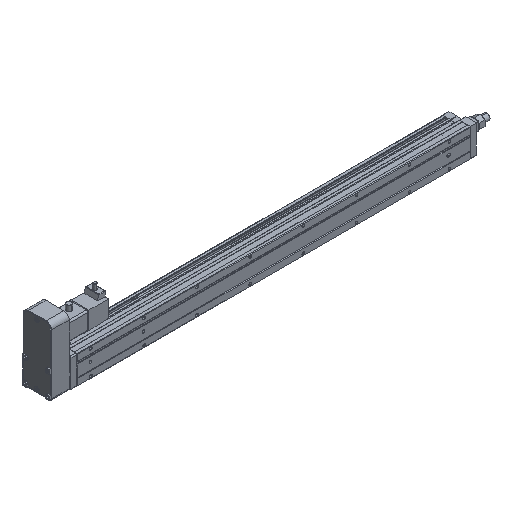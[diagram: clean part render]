
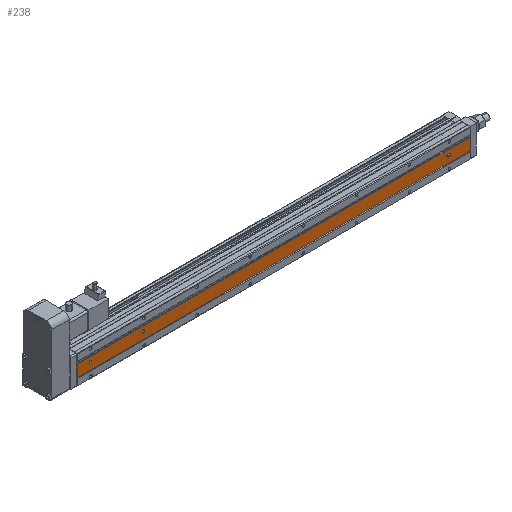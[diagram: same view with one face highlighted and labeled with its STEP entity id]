
A CAD part, isometric view. The second image highlights one B-rep face of the part: STEP entity #238.
In plain terms, the highlighted planar face has unit normal (0, -1, 0).
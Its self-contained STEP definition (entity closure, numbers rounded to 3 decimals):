
#37 = EDGE_CURVE ( 'NONE', #7918, #11842, #18869, .T. ) ;
#44 = EDGE_CURVE ( 'NONE', #15555, #17000, #19632, .T. ) ;
#238 = ADVANCED_FACE ( 'NONE', ( #14214, #22454, #16380, #20565 ), #22056, .F. ) ;
#267 = CIRCLE ( 'NONE', #15394, 2.5 ) ;
#467 = CARTESIAN_POINT ( 'NONE',  ( 740., 1., 9.286 ) ) ;
#474 = LINE ( 'NONE', #25075, #22152 ) ;
#722 = LINE ( 'NONE', #6691, #23908 ) ;
#811 = EDGE_LOOP ( 'NONE', ( #7621, #14688 ) ) ;
#1164 = LINE ( 'NONE', #3322, #21672 ) ;
#1514 = DIRECTION ( 'NONE',  ( 1., 0., 0. ) ) ;
#1980 = CARTESIAN_POINT ( 'NONE',  ( 25., 1., 0. ) ) ;
#1997 = CIRCLE ( 'NONE', #22718, 2.5 ) ;
#2624 = ORIENTED_EDGE ( 'NONE', *, *, #7655, .T. ) ;
#3024 = DIRECTION ( 'NONE',  ( 0., 0., -1. ) ) ;
#3223 = EDGE_CURVE ( 'NONE', #3626, #11750, #14558, .T. ) ;
#3248 = EDGE_CURVE ( 'NONE', #21535, #26734, #474, .T. ) ;
#3322 = CARTESIAN_POINT ( 'NONE',  ( 740., 1., 9.286 ) ) ;
#3576 = CARTESIAN_POINT ( 'NONE',  ( 125., 1., -2.5 ) ) ;
#3626 = VERTEX_POINT ( 'NONE', #20604 ) ;
#4034 = DIRECTION ( 'NONE',  ( 0., -1., 0. ) ) ;
#4048 = CARTESIAN_POINT ( 'NONE',  ( 740., 1., -13. ) ) ;
#4274 = CARTESIAN_POINT ( 'NONE',  ( 740., 1., -2.5 ) ) ;
#4732 = VERTEX_POINT ( 'NONE', #3576 ) ;
#5062 = DIRECTION ( 'NONE',  ( 0., -1., 0. ) ) ;
#5158 = DIRECTION ( 'NONE',  ( 0., -1., 0. ) ) ;
#6554 = CARTESIAN_POINT ( 'NONE',  ( 25., 1., -2.5 ) ) ;
#6691 = CARTESIAN_POINT ( 'NONE',  ( 740., 1., 9.286 ) ) ;
#7203 = CARTESIAN_POINT ( 'NONE',  ( 25., 1., 0. ) ) ;
#7233 = CARTESIAN_POINT ( 'NONE',  ( 125., 1., 0. ) ) ;
#7336 = CARTESIAN_POINT ( 'NONE',  ( 0., 1., 9.286 ) ) ;
#7621 = ORIENTED_EDGE ( 'NONE', *, *, #20557, .F. ) ;
#7655 = EDGE_CURVE ( 'NONE', #23716, #15555, #1164, .T. ) ;
#7918 = VERTEX_POINT ( 'NONE', #6554 ) ;
#7980 = CIRCLE ( 'NONE', #25650, 2.5 ) ;
#7984 = DIRECTION ( 'NONE',  ( -1., 0., 0. ) ) ;
#8587 = EDGE_LOOP ( 'NONE', ( #23598, #13434, #15337, #2624 ) ) ;
#9106 = ORIENTED_EDGE ( 'NONE', *, *, #37, .F. ) ;
#9628 = DIRECTION ( 'NONE',  ( 0., 0., -1. ) ) ;
#10083 = VECTOR ( 'NONE', #10648, 1000. ) ;
#10123 = ORIENTED_EDGE ( 'NONE', *, *, #18661, .F. ) ;
#10145 = LINE ( 'NONE', #4048, #10247 ) ;
#10236 = DIRECTION ( 'NONE',  ( -1., 0., 0. ) ) ;
#10247 = VECTOR ( 'NONE', #7984, 1000. ) ;
#10648 = DIRECTION ( 'NONE',  ( 1., 0., 0. ) ) ;
#11151 = EDGE_LOOP ( 'NONE', ( #9106, #24120 ) ) ;
#11681 = CARTESIAN_POINT ( 'NONE',  ( 701., 1., 2.5 ) ) ;
#11706 = DIRECTION ( 'NONE',  ( 0., 0., 1. ) ) ;
#11750 = VERTEX_POINT ( 'NONE', #21352 ) ;
#11800 = CARTESIAN_POINT ( 'NONE',  ( 740., 1., 9.286 ) ) ;
#11842 = VERTEX_POINT ( 'NONE', #23237 ) ;
#11858 = DIRECTION ( 'NONE',  ( -1., 0., 0. ) ) ;
#12151 = CARTESIAN_POINT ( 'NONE',  ( 699., 1., 2.5 ) ) ;
#13090 = CIRCLE ( 'NONE', #18276, 2.5 ) ;
#13155 = AXIS2_PLACEMENT_3D ( 'NONE', #23575, #5062, #13316 ) ;
#13223 = DIRECTION ( 'NONE',  ( 0., -1., 0. ) ) ;
#13316 = DIRECTION ( 'NONE',  ( 0., 0., 1. ) ) ;
#13434 = ORIENTED_EDGE ( 'NONE', *, *, #24989, .F. ) ;
#14214 = FACE_OUTER_BOUND ( 'NONE', #8587, .T. ) ;
#14558 = LINE ( 'NONE', #4274, #10083 ) ;
#14688 = ORIENTED_EDGE ( 'NONE', *, *, #17485, .F. ) ;
#15047 = CARTESIAN_POINT ( 'NONE',  ( 125., 1., 2.5 ) ) ;
#15110 = CARTESIAN_POINT ( 'NONE',  ( 0., 1., -13. ) ) ;
#15337 = ORIENTED_EDGE ( 'NONE', *, *, #26149, .F. ) ;
#15394 = AXIS2_PLACEMENT_3D ( 'NONE', #1980, #26705, #20759 ) ;
#15555 = VERTEX_POINT ( 'NONE', #23555 ) ;
#16172 = CIRCLE ( 'NONE', #13155, 2.5 ) ;
#16380 = FACE_BOUND ( 'NONE', #11151, .T. ) ;
#16411 = VERTEX_POINT ( 'NONE', #22223 ) ;
#17000 = VERTEX_POINT ( 'NONE', #15110 ) ;
#17485 = EDGE_CURVE ( 'NONE', #21383, #4732, #13090, .T. ) ;
#17913 = DIRECTION ( 'NONE',  ( 0., -1., 0. ) ) ;
#18276 = AXIS2_PLACEMENT_3D ( 'NONE', #7233, #17913, #11706 ) ;
#18356 = EDGE_LOOP ( 'NONE', ( #24241, #18821, #19016, #10123 ) ) ;
#18437 = AXIS2_PLACEMENT_3D ( 'NONE', #11800, #20030, #1514 ) ;
#18459 = EDGE_CURVE ( 'NONE', #26734, #3626, #7980, .T. ) ;
#18661 = EDGE_CURVE ( 'NONE', #11750, #21535, #16172, .T. ) ;
#18821 = ORIENTED_EDGE ( 'NONE', *, *, #18459, .F. ) ;
#18869 = CIRCLE ( 'NONE', #26627, 2.5 ) ;
#19016 = ORIENTED_EDGE ( 'NONE', *, *, #3248, .F. ) ;
#19632 = LINE ( 'NONE', #7336, #24892 ) ;
#20030 = DIRECTION ( 'NONE',  ( 0., 1., 0. ) ) ;
#20557 = EDGE_CURVE ( 'NONE', #4732, #21383, #1997, .T. ) ;
#20565 = FACE_BOUND ( 'NONE', #811, .T. ) ;
#20604 = CARTESIAN_POINT ( 'NONE',  ( 699., 1., -2.5 ) ) ;
#20759 = DIRECTION ( 'NONE',  ( 0., 0., 1. ) ) ;
#20861 = EDGE_CURVE ( 'NONE', #11842, #7918, #267, .T. ) ;
#21352 = CARTESIAN_POINT ( 'NONE',  ( 701., 1., -2.5 ) ) ;
#21383 = VERTEX_POINT ( 'NONE', #15047 ) ;
#21535 = VERTEX_POINT ( 'NONE', #11681 ) ;
#21672 = VECTOR ( 'NONE', #11858, 1000. ) ;
#22056 = PLANE ( 'NONE',  #18437 ) ;
#22152 = VECTOR ( 'NONE', #10236, 1000. ) ;
#22223 = CARTESIAN_POINT ( 'NONE',  ( 740., 1., -13. ) ) ;
#22454 = FACE_BOUND ( 'NONE', #18356, .T. ) ;
#22718 = AXIS2_PLACEMENT_3D ( 'NONE', #23213, #13223, #25494 ) ;
#23213 = CARTESIAN_POINT ( 'NONE',  ( 125., 1., 0. ) ) ;
#23237 = CARTESIAN_POINT ( 'NONE',  ( 25., 1., 2.5 ) ) ;
#23555 = CARTESIAN_POINT ( 'NONE',  ( 0., 1., 9.286 ) ) ;
#23575 = CARTESIAN_POINT ( 'NONE',  ( 701., 1., 0. ) ) ;
#23598 = ORIENTED_EDGE ( 'NONE', *, *, #44, .T. ) ;
#23716 = VERTEX_POINT ( 'NONE', #467 ) ;
#23803 = DIRECTION ( 'NONE',  ( 0., 0., 1. ) ) ;
#23908 = VECTOR ( 'NONE', #3024, 1000. ) ;
#24032 = CARTESIAN_POINT ( 'NONE',  ( 699., 1., 0. ) ) ;
#24120 = ORIENTED_EDGE ( 'NONE', *, *, #20861, .F. ) ;
#24241 = ORIENTED_EDGE ( 'NONE', *, *, #3223, .F. ) ;
#24892 = VECTOR ( 'NONE', #9628, 1000. ) ;
#24989 = EDGE_CURVE ( 'NONE', #16411, #17000, #10145, .T. ) ;
#25075 = CARTESIAN_POINT ( 'NONE',  ( 740., 1., 2.5 ) ) ;
#25494 = DIRECTION ( 'NONE',  ( 0., 0., 1. ) ) ;
#25650 = AXIS2_PLACEMENT_3D ( 'NONE', #24032, #4034, #26316 ) ;
#26149 = EDGE_CURVE ( 'NONE', #23716, #16411, #722, .T. ) ;
#26316 = DIRECTION ( 'NONE',  ( 0., 0., 1. ) ) ;
#26627 = AXIS2_PLACEMENT_3D ( 'NONE', #7203, #5158, #23803 ) ;
#26705 = DIRECTION ( 'NONE',  ( 0., -1., 0. ) ) ;
#26734 = VERTEX_POINT ( 'NONE', #12151 ) ;
